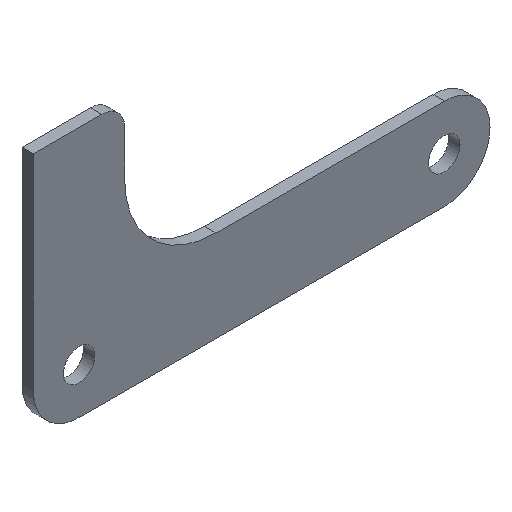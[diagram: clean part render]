
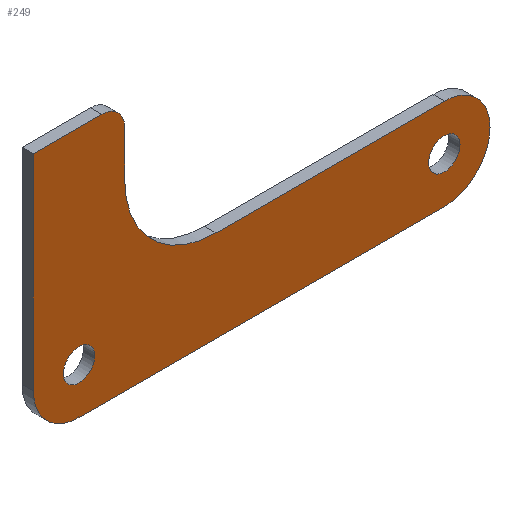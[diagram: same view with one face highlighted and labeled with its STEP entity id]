
A CAD part, isometric view. The second image highlights one B-rep face of the part: STEP entity #249.
In plain terms, the highlighted planar face has unit normal (0, -1, 0).
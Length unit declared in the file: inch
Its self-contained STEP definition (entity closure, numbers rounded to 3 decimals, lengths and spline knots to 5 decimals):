
#17=FACE_BOUND('',#54,.T.);
#18=FACE_BOUND('',#55,.T.);
#25=PLANE('',#296);
#38=FACE_OUTER_BOUND('',#53,.T.);
#53=EDGE_LOOP('',(#220,#221,#222,#223,#224,#225,#226,#227,#228));
#54=EDGE_LOOP('',(#229));
#55=EDGE_LOOP('',(#230));
#58=LINE('',#386,#79);
#63=LINE('',#400,#84);
#67=LINE('',#412,#88);
#70=LINE('',#418,#91);
#74=LINE('',#430,#95);
#79=VECTOR('',#315,0.3937);
#84=VECTOR('',#328,0.3937);
#88=VECTOR('',#340,0.3937);
#91=VECTOR('',#345,0.3937);
#95=VECTOR('',#357,0.3937);
#99=CIRCLE('',#274,0.086);
#101=CIRCLE('',#277,0.086);
#102=CIRCLE('',#280,0.5);
#104=CIRCLE('',#284,0.125);
#106=CIRCLE('',#289,0.25);
#108=CIRCLE('',#293,0.25);
#111=VERTEX_POINT('',#374);
#113=VERTEX_POINT('',#380);
#114=VERTEX_POINT('',#384);
#115=VERTEX_POINT('',#385);
#118=VERTEX_POINT('',#393);
#120=VERTEX_POINT('',#399);
#122=VERTEX_POINT('',#405);
#124=VERTEX_POINT('',#411);
#126=VERTEX_POINT('',#417);
#128=VERTEX_POINT('',#423);
#130=VERTEX_POINT('',#429);
#134=EDGE_CURVE('',#111,#111,#99,.T.);
#137=EDGE_CURVE('',#113,#113,#101,.T.);
#138=EDGE_CURVE('',#114,#115,#58,.T.);
#142=EDGE_CURVE('',#118,#114,#102,.T.);
#145=EDGE_CURVE('',#120,#118,#63,.T.);
#148=EDGE_CURVE('',#122,#120,#104,.T.);
#151=EDGE_CURVE('',#124,#122,#67,.T.);
#154=EDGE_CURVE('',#126,#124,#70,.T.);
#157=EDGE_CURVE('',#128,#126,#106,.T.);
#160=EDGE_CURVE('',#130,#128,#74,.T.);
#163=EDGE_CURVE('',#115,#130,#108,.T.);
#220=ORIENTED_EDGE('',*,*,#163,.F.);
#221=ORIENTED_EDGE('',*,*,#138,.F.);
#222=ORIENTED_EDGE('',*,*,#142,.F.);
#223=ORIENTED_EDGE('',*,*,#145,.F.);
#224=ORIENTED_EDGE('',*,*,#148,.F.);
#225=ORIENTED_EDGE('',*,*,#151,.F.);
#226=ORIENTED_EDGE('',*,*,#154,.F.);
#227=ORIENTED_EDGE('',*,*,#157,.F.);
#228=ORIENTED_EDGE('',*,*,#160,.F.);
#229=ORIENTED_EDGE('',*,*,#137,.F.);
#230=ORIENTED_EDGE('',*,*,#134,.F.);
#249=ADVANCED_FACE('',(#38,#17,#18),#25,.F.);
#274=AXIS2_PLACEMENT_3D('',#376,#304,#305);
#277=AXIS2_PLACEMENT_3D('',#382,#311,#312);
#280=AXIS2_PLACEMENT_3D('',#394,#321,#322);
#284=AXIS2_PLACEMENT_3D('',#406,#333,#334);
#289=AXIS2_PLACEMENT_3D('',#424,#350,#351);
#293=AXIS2_PLACEMENT_3D('',#435,#362,#363);
#296=AXIS2_PLACEMENT_3D('',#438,#368,#369);
#304=DIRECTION('center_axis',(0.,-1.,0.));
#305=DIRECTION('ref_axis',(1.,0.,0.));
#311=DIRECTION('center_axis',(0.,-1.,0.));
#312=DIRECTION('ref_axis',(1.,0.,0.));
#315=DIRECTION('',(1.,0.,0.));
#321=DIRECTION('center_axis',(0.,-1.,0.));
#322=DIRECTION('ref_axis',(0.,0.,1.));
#328=DIRECTION('',(0.,0.,-1.));
#333=DIRECTION('center_axis',(0.,1.,0.));
#334=DIRECTION('ref_axis',(0.,0.,1.));
#340=DIRECTION('',(1.,0.,0.));
#345=DIRECTION('',(0.,0.,1.));
#350=DIRECTION('center_axis',(0.,1.,0.));
#351=DIRECTION('ref_axis',(0.,0.,-1.));
#357=DIRECTION('',(-1.,0.,0.));
#362=DIRECTION('center_axis',(0.,1.,0.));
#363=DIRECTION('ref_axis',(0.,0.,1.));
#368=DIRECTION('center_axis',(0.,1.,0.));
#369=DIRECTION('ref_axis',(0.,0.,1.));
#374=CARTESIAN_POINT('',(1.914,0.,0.));
#376=CARTESIAN_POINT('Origin',(2.,0.,0.));
#380=CARTESIAN_POINT('',(-0.086,0.,0.));
#382=CARTESIAN_POINT('Origin',(0.,0.,0.));
#384=CARTESIAN_POINT('',(0.75,0.,0.25));
#385=CARTESIAN_POINT('',(2.,0.,0.25));
#386=CARTESIAN_POINT('',(0.75,0.,0.25));
#393=CARTESIAN_POINT('',(0.25,0.,0.75));
#394=CARTESIAN_POINT('Origin',(0.75,0.,0.75));
#399=CARTESIAN_POINT('',(0.25,0.,1.));
#400=CARTESIAN_POINT('',(0.25,0.,1.));
#405=CARTESIAN_POINT('',(0.125,0.,1.125));
#406=CARTESIAN_POINT('Origin',(0.125,0.,1.));
#411=CARTESIAN_POINT('',(-0.25,0.,1.125));
#412=CARTESIAN_POINT('',(-0.25,0.,1.125));
#417=CARTESIAN_POINT('',(-0.25,0.,0.));
#418=CARTESIAN_POINT('',(-0.25,0.,0.));
#423=CARTESIAN_POINT('',(0.,0.,-0.25));
#424=CARTESIAN_POINT('Origin',(0.,0.,0.));
#429=CARTESIAN_POINT('',(2.,0.,-0.25));
#430=CARTESIAN_POINT('',(2.,0.,-0.25));
#435=CARTESIAN_POINT('Origin',(2.,0.,0.));
#438=CARTESIAN_POINT('Origin',(1.,0.,0.4375));
